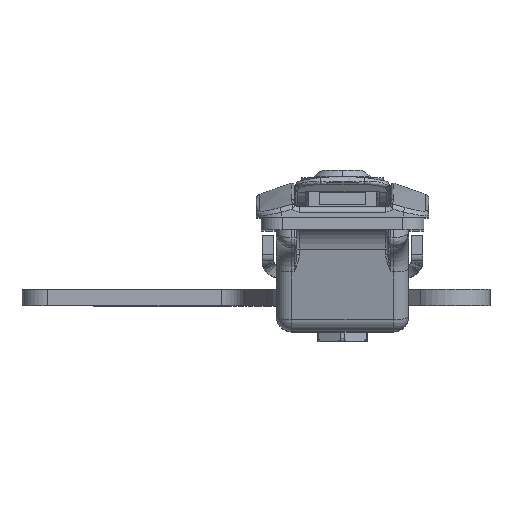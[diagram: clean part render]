
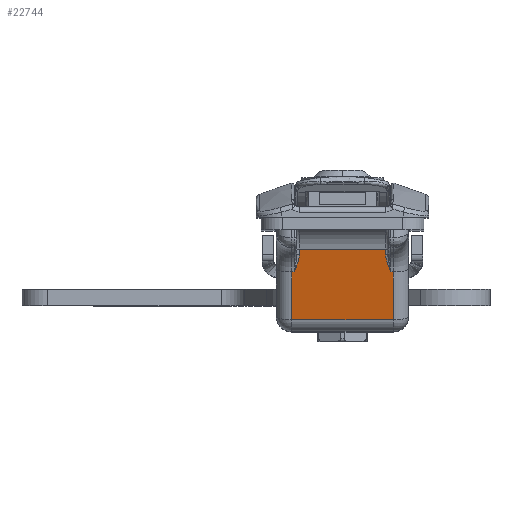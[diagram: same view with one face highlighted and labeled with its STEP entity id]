
A CAD part, top view. The second image highlights one B-rep face of the part: STEP entity #22744.
In plain terms, the highlighted planar face has unit normal (0, -0.208, 0.978).
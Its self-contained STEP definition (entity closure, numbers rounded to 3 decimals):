
#69 = ORIENTED_EDGE ( 'NONE', *, *, #9592, .T. ) ;
#730 = VERTEX_POINT ( 'NONE', #781 ) ;
#771 = CARTESIAN_POINT ( 'NONE',  ( 8.5, -7.663, 113.154 ) ) ;
#781 = CARTESIAN_POINT ( 'NONE',  ( -8.5, -6.253, 113.454 ) ) ;
#884 = CARTESIAN_POINT ( 'NONE',  ( -8.658, -8.533, 112.969 ) ) ;
#1251 = CARTESIAN_POINT ( 'NONE',  ( -10., -10.753, 112.497 ) ) ;
#1853 = LINE ( 'NONE', #30152, #23689 ) ;
#2406 = CARTESIAN_POINT ( 'NONE',  ( -9.5, -10.753, 112.497 ) ) ;
#2418 = CARTESIAN_POINT ( 'NONE',  ( -13., -10.753, 112.497 ) ) ;
#2549 = EDGE_CURVE ( 'NONE', #25014, #5080, #16271, .T. ) ;
#2996 = B_SPLINE_CURVE_WITH_KNOTS ( 'NONE', 3,
 ( #9442, #11539, #17568, #15296, #17938, #26424, #771, #29086 ),
 .UNSPECIFIED., .F., .F.,
 ( 4, 2, 2, 4 ),
 ( 0., 0.002, 0.003, 0.004 ),
 .UNSPECIFIED. ) ;
#3170 = CARTESIAN_POINT ( 'NONE',  ( -9.382, -10.482, 112.555 ) ) ;
#3536 = CARTESIAN_POINT ( 'NONE',  ( -9.262, -10.208, 112.613 ) ) ;
#5038 = CARTESIAN_POINT ( 'NONE',  ( -13., -10.753, 112.497 ) ) ;
#5080 = VERTEX_POINT ( 'NONE', #2406 ) ;
#5112 = CARTESIAN_POINT ( 'NONE',  ( 8.5, -6.253, 113.454 ) ) ;
#5248 = LINE ( 'NONE', #2418, #14132 ) ;
#5639 = LINE ( 'NONE', #28655, #8218 ) ;
#5742 = PLANE ( 'NONE',  #32311 ) ;
#7249 = ORIENTED_EDGE ( 'NONE', *, *, #20673, .T. ) ;
#8056 = VECTOR ( 'NONE', #31086, 1000. ) ;
#8218 = VECTOR ( 'NONE', #31873, 1000. ) ;
#8385 = DIRECTION ( 'NONE',  ( 0., 0.978, 0.208 ) ) ;
#8996 = ORIENTED_EDGE ( 'NONE', *, *, #35796, .T. ) ;
#9159 = CARTESIAN_POINT ( 'NONE',  ( 8.5, -6.253, 113.454 ) ) ;
#9442 = CARTESIAN_POINT ( 'NONE',  ( 9.5, -10.753, 112.497 ) ) ;
#9592 = EDGE_CURVE ( 'NONE', #5080, #14397, #25583, .T. ) ;
#9727 = VERTEX_POINT ( 'NONE', #17105 ) ;
#10305 = VECTOR ( 'NONE', #24395, 1000. ) ;
#10331 = DIRECTION ( 'NONE',  ( 1., 0., 0. ) ) ;
#11033 = DIRECTION ( 'NONE',  ( 0., 0.208, -0.978 ) ) ;
#11216 = CARTESIAN_POINT ( 'NONE',  ( 10., -20.124, 110.505 ) ) ;
#11271 = DIRECTION ( 'NONE',  ( -1., 0., 0. ) ) ;
#11404 = ORIENTED_EDGE ( 'NONE', *, *, #26048, .F. ) ;
#11539 = CARTESIAN_POINT ( 'NONE',  ( 9.263, -10.208, 112.613 ) ) ;
#12913 = EDGE_LOOP ( 'NONE', ( #7249, #24108, #27045, #11404, #25941, #17719, #69, #25161, #8996, #16980 ) ) ;
#13455 = VERTEX_POINT ( 'NONE', #25316 ) ;
#14132 = VECTOR ( 'NONE', #11271, 1000. ) ;
#14397 = VERTEX_POINT ( 'NONE', #1251 ) ;
#14741 = LINE ( 'NONE', #32296, #35347 ) ;
#14920 = DIRECTION ( 'NONE',  ( 0., 0.978, 0.208 ) ) ;
#15021 = VERTEX_POINT ( 'NONE', #32447 ) ;
#15036 = CARTESIAN_POINT ( 'NONE',  ( -9.5, -10.753, 112.497 ) ) ;
#15296 = CARTESIAN_POINT ( 'NONE',  ( 8.74, -8.819, 112.908 ) ) ;
#16271 = B_SPLINE_CURVE_WITH_KNOTS ( 'NONE', 3,
 ( #31872, #20688, #23346, #884, #21056, #17866, #32231, #3536, #3170, #15036 ),
 .UNSPECIFIED., .F., .F.,
 ( 4, 2, 2, 2, 4 ),
 ( 0., 0.001, 0.002, 0.003, 0.004 ),
 .UNSPECIFIED. ) ;
#16883 = CARTESIAN_POINT ( 'NONE',  ( -20., -6., 113.507 ) ) ;
#16980 = ORIENTED_EDGE ( 'NONE', *, *, #23204, .T. ) ;
#17105 = CARTESIAN_POINT ( 'NONE',  ( -10., -20.124, 110.505 ) ) ;
#17175 = VERTEX_POINT ( 'NONE', #11216 ) ;
#17568 = CARTESIAN_POINT ( 'NONE',  ( 9.024, -9.663, 112.729 ) ) ;
#17719 = ORIENTED_EDGE ( 'NONE', *, *, #2549, .T. ) ;
#17866 = CARTESIAN_POINT ( 'NONE',  ( -8.929, -9.382, 112.788 ) ) ;
#17938 = CARTESIAN_POINT ( 'NONE',  ( 8.658, -8.533, 112.969 ) ) ;
#18556 = LINE ( 'NONE', #30068, #10305 ) ;
#20338 = VECTOR ( 'NONE', #30778, 1000. ) ;
#20673 = EDGE_CURVE ( 'NONE', #15021, #13455, #5248, .T. ) ;
#20688 = CARTESIAN_POINT ( 'NONE',  ( -8.5, -7.663, 113.154 ) ) ;
#20961 = DIRECTION ( 'NONE',  ( 1., 0., 0. ) ) ;
#21056 = CARTESIAN_POINT ( 'NONE',  ( -8.74, -8.819, 112.908 ) ) ;
#21348 = LINE ( 'NONE', #35155, #26363 ) ;
#22727 = FACE_OUTER_BOUND ( 'NONE', #12913, .T. ) ;
#22744 = ADVANCED_FACE ( 'NONE', ( #22727 ), #5742, .F. ) ;
#23204 = EDGE_CURVE ( 'NONE', #17175, #15021, #14741, .T. ) ;
#23346 = CARTESIAN_POINT ( 'NONE',  ( -8.538, -7.955, 113.092 ) ) ;
#23689 = VECTOR ( 'NONE', #10331, 1000. ) ;
#24069 = EDGE_CURVE ( 'NONE', #13455, #32139, #2996, .T. ) ;
#24108 = ORIENTED_EDGE ( 'NONE', *, *, #24069, .T. ) ;
#24395 = DIRECTION ( 'NONE',  ( 0., -0.978, -0.208 ) ) ;
#24404 = EDGE_CURVE ( 'NONE', #32139, #28734, #36832, .T. ) ;
#24775 = CARTESIAN_POINT ( 'NONE',  ( 8.5, -7.364, 113.217 ) ) ;
#25014 = VERTEX_POINT ( 'NONE', #25631 ) ;
#25161 = ORIENTED_EDGE ( 'NONE', *, *, #32168, .T. ) ;
#25171 = EDGE_CURVE ( 'NONE', #730, #25014, #5639, .T. ) ;
#25316 = CARTESIAN_POINT ( 'NONE',  ( 9.5, -10.753, 112.497 ) ) ;
#25583 = LINE ( 'NONE', #5038, #8056 ) ;
#25631 = CARTESIAN_POINT ( 'NONE',  ( -8.5, -7.364, 113.217 ) ) ;
#25941 = ORIENTED_EDGE ( 'NONE', *, *, #25171, .T. ) ;
#26048 = EDGE_CURVE ( 'NONE', #730, #28734, #21348, .T. ) ;
#26363 = VECTOR ( 'NONE', #20961, 1000. ) ;
#26424 = CARTESIAN_POINT ( 'NONE',  ( 8.538, -7.955, 113.092 ) ) ;
#27045 = ORIENTED_EDGE ( 'NONE', *, *, #24404, .T. ) ;
#28655 = CARTESIAN_POINT ( 'NONE',  ( -8.5, -6., 113.507 ) ) ;
#28734 = VERTEX_POINT ( 'NONE', #9159 ) ;
#29086 = CARTESIAN_POINT ( 'NONE',  ( 8.5, -7.364, 113.217 ) ) ;
#30068 = CARTESIAN_POINT ( 'NONE',  ( -10., -6., 113.507 ) ) ;
#30152 = CARTESIAN_POINT ( 'NONE',  ( -20., -20.124, 110.505 ) ) ;
#30778 = DIRECTION ( 'NONE',  ( 0., 0.978, 0.208 ) ) ;
#31086 = DIRECTION ( 'NONE',  ( -1., 0., 0. ) ) ;
#31872 = CARTESIAN_POINT ( 'NONE',  ( -8.5, -7.364, 113.217 ) ) ;
#31873 = DIRECTION ( 'NONE',  ( 0., -0.978, -0.208 ) ) ;
#32139 = VERTEX_POINT ( 'NONE', #24775 ) ;
#32168 = EDGE_CURVE ( 'NONE', #14397, #9727, #18556, .T. ) ;
#32231 = CARTESIAN_POINT ( 'NONE',  ( -9.037, -9.658, 112.73 ) ) ;
#32296 = CARTESIAN_POINT ( 'NONE',  ( 10., -6., 113.507 ) ) ;
#32311 = AXIS2_PLACEMENT_3D ( 'NONE', #16883, #11033, #8385 ) ;
#32447 = CARTESIAN_POINT ( 'NONE',  ( 10., -10.753, 112.497 ) ) ;
#35155 = CARTESIAN_POINT ( 'NONE',  ( -9., -6.253, 113.454 ) ) ;
#35347 = VECTOR ( 'NONE', #14920, 1000. ) ;
#35796 = EDGE_CURVE ( 'NONE', #9727, #17175, #1853, .T. ) ;
#36832 = LINE ( 'NONE', #5112, #20338 ) ;
